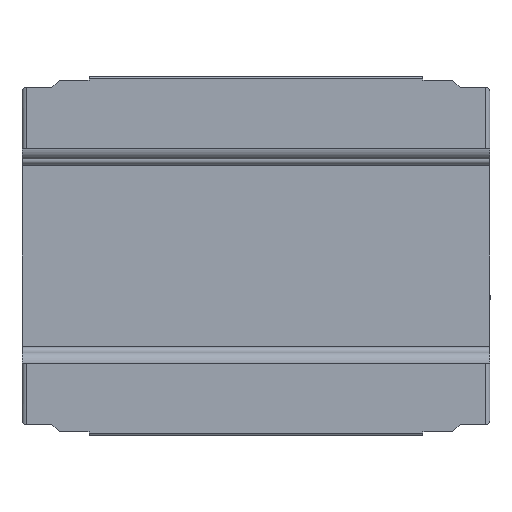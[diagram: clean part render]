
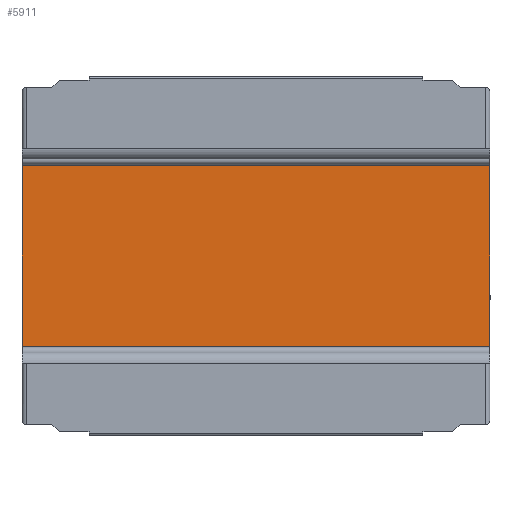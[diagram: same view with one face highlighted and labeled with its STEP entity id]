
A CAD part, front view. The second image highlights one B-rep face of the part: STEP entity #5911.
In plain terms, the highlighted planar face has unit normal (0, -1, 0).
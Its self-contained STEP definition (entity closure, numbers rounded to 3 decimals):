
#50 = EDGE_CURVE ( 'NONE', #51, #176, #23247, .T. ) ;
#51 = VERTEX_POINT ( 'NONE', #23297 ) ;
#176 = VERTEX_POINT ( 'NONE', #23754 ) ;
#5602 = EDGE_CURVE ( 'NONE', #176, #20329, #8817, .T. ) ;
#5911 = ADVANCED_FACE ( 'NONE', ( #9451 ), #9456, .F. ) ;
#5912 = EDGE_LOOP ( 'NONE', ( #5913, #5914, #5970, #5971 ) ) ;
#5913 = ORIENTED_EDGE ( 'NONE', *, *, #50, .T. ) ;
#5914 = ORIENTED_EDGE ( 'NONE', *, *, #5602, .T. ) ;
#5970 = ORIENTED_EDGE ( 'NONE', *, *, #20328, .T. ) ;
#5971 = ORIENTED_EDGE ( 'NONE', *, *, #5972, .T. ) ;
#5972 = EDGE_CURVE ( 'NONE', #20339, #51, #9563, .T. ) ;
#8814 = DIRECTION ( 'NONE',  ( 1., 0., 0. ) ) ;
#8815 = VECTOR ( 'NONE', #8814, 1000. ) ;
#8816 = CARTESIAN_POINT ( 'NONE',  ( -30.45, 7.3, -8.7 ) ) ;
#8817 = LINE ( 'NONE', #8816, #8815 ) ;
#9447 = DIRECTION ( 'NONE',  ( 0., 0., 1. ) ) ;
#9448 = DIRECTION ( 'NONE',  ( 0., 1., 0. ) ) ;
#9449 = CARTESIAN_POINT ( 'NONE',  ( -66.5, 7.3, 0. ) ) ;
#9450 = AXIS2_PLACEMENT_3D ( 'NONE', #9449, #9448, #9447 ) ;
#9451 = FACE_OUTER_BOUND ( 'NONE', #5912, .T. ) ;
#9456 = PLANE ( 'NONE',  #9450 ) ;
#9560 = DIRECTION ( 'NONE',  ( -1., 0., 0. ) ) ;
#9561 = VECTOR ( 'NONE', #9560, 1000. ) ;
#9562 = CARTESIAN_POINT ( 'NONE',  ( -69.55, 7.3, 8.7 ) ) ;
#9563 = LINE ( 'NONE', #9562, #9561 ) ;
#10936 = CARTESIAN_POINT ( 'NONE',  ( -30.45, 7.3, -9. ) ) ;
#10938 = LINE ( 'NONE', #10936, #10999 ) ;
#10984 = CARTESIAN_POINT ( 'NONE',  ( -30.45, 7.3, 8.7 ) ) ;
#10997 = CARTESIAN_POINT ( 'NONE',  ( -30.45, 7.3, -8.7 ) ) ;
#10998 = DIRECTION ( 'NONE',  ( 0., 0., 1. ) ) ;
#10999 = VECTOR ( 'NONE', #10998, 1000. ) ;
#20328 = EDGE_CURVE ( 'NONE', #20329, #20339, #10938, .T. ) ;
#20329 = VERTEX_POINT ( 'NONE', #10997 ) ;
#20339 = VERTEX_POINT ( 'NONE', #10984 ) ;
#23247 = LINE ( 'NONE', #23300, #23299 ) ;
#23297 = CARTESIAN_POINT ( 'NONE',  ( -69.55, 7.3, 8.7 ) ) ;
#23298 = DIRECTION ( 'NONE',  ( 0., 0., -1. ) ) ;
#23299 = VECTOR ( 'NONE', #23298, 1000. ) ;
#23300 = CARTESIAN_POINT ( 'NONE',  ( -69.55, 7.3, -9. ) ) ;
#23754 = CARTESIAN_POINT ( 'NONE',  ( -69.55, 7.3, -8.7 ) ) ;
